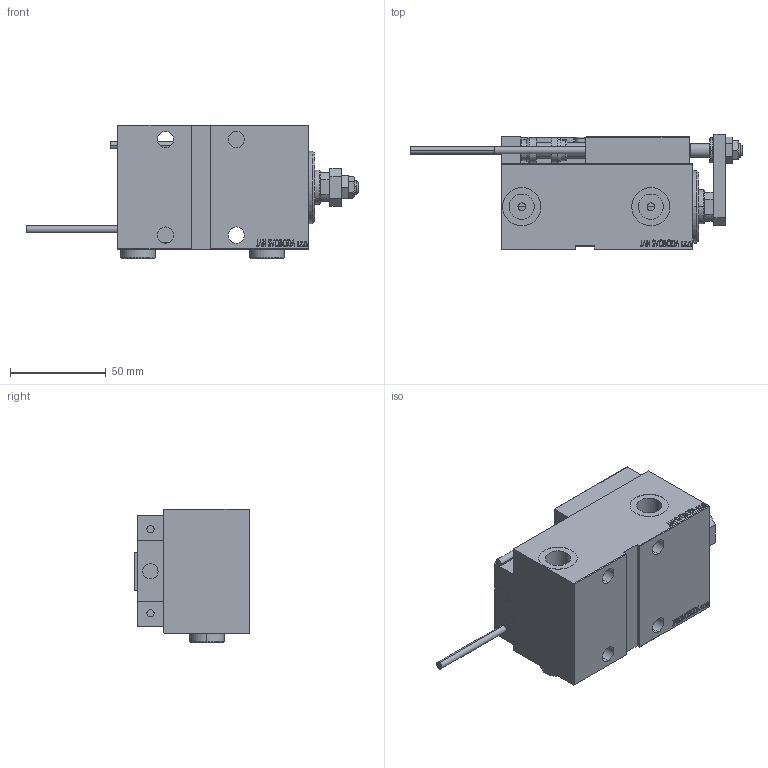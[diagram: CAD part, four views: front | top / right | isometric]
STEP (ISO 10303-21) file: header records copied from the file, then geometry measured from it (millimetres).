
FILE_DESCRIPTION (( 'STEP AP203' ), '1' );
FILE_NAME ('0a54.STEP', '2024-02-13T05:48:13', ( '' ), ( '' ), 'SwSTEP 2.0', 'SolidWorks 2019', '' );
FILE_SCHEMA (( 'CONFIG_CONTROL_DESIGN' ));
Length unit declared in the file: millimetre
Products named in the file (17): SWITCH DIM B,W e419918219ba164e9ff3c46328762f78; 0a54; ZARAZKA e419918219ba164e9ff3c46328762f78; KONCOVKA e419918219ba164e9ff3c46328762f78; NUT_D10 e419918219ba164e9ff3c46328762f78; ALLEN BOLT D5 e419918219ba164e9ff3c46328762f78; SWITCH_X_FRONT_BACK e419918219ba164e9ff3c46328762f78; V450CM_E_VCP e419918219ba164e9ff3c46328762f78; V450CM_E_Body e419918219ba164e9ff3c46328762f78; ALLEN BOLT D8 e419918219ba164e9ff3c46328762f78; V450CM_VC_B e419918219ba164e9ff3c46328762f78; MAGNET e419918219ba164e9ff3c46328762f78; Block e419918219ba164e9ff3c46328762f78; Zatka_OIL_PORT e419918219ba164e9ff3c46328762f78; TYC_L79 e419918219ba164e9ff3c46328762f78; NUT_D12 e419918219ba164e9ff3c46328762f78; SWITCH X e419918219ba164e9ff3c46328762f78
Assembly tree (27 placements, depth 3):
  0a54
    V450CM_E_Body e419918219ba164e9ff3c46328762f78
    V450CM_E_VCP e419918219ba164e9ff3c46328762f78
    V450CM_VC_B e419918219ba164e9ff3c46328762f78
    SWITCH X e419918219ba164e9ff3c46328762f78
      SWITCH_X_FRONT_BACK e419918219ba164e9ff3c46328762f78  x2
      TYC_L79 e419918219ba164e9ff3c46328762f78
      Block e419918219ba164e9ff3c46328762f78  x2
      ALLEN BOLT D5 e419918219ba164e9ff3c46328762f78  x4
      ALLEN BOLT D8 e419918219ba164e9ff3c46328762f78  x4
      MAGNET e419918219ba164e9ff3c46328762f78  x2
      KONCOVKA e419918219ba164e9ff3c46328762f78  x2
    SWITCH DIM B,W e419918219ba164e9ff3c46328762f78
    ZARAZKA e419918219ba164e9ff3c46328762f78
    NUT_D10 e419918219ba164e9ff3c46328762f78
    NUT_D12 e419918219ba164e9ff3c46328762f78
    Zatka_OIL_PORT e419918219ba164e9ff3c46328762f78  x2
Bounding box: 173.7 x 60.5 x 69.9 mm (x, y, z)
Volume: 312701 mm3; surface area: 81599.1 mm2
Topology: 26 solids, 26 shells, 1347 faces, 3220 edges, 2054 vertices
Faces by surface type: plane 604, bspline 380, cylinder 198, cone 117, torus 44, sphere 4
Entity records: 51390 total; most frequent: CARTESIAN_POINT 25810, ORIENTED_EDGE 5380, DIRECTION 3673, EDGE_CURVE 2690, VERTEX_POINT 1754, LINE 1559, VECTOR 1559, EDGE_LOOP 1244
